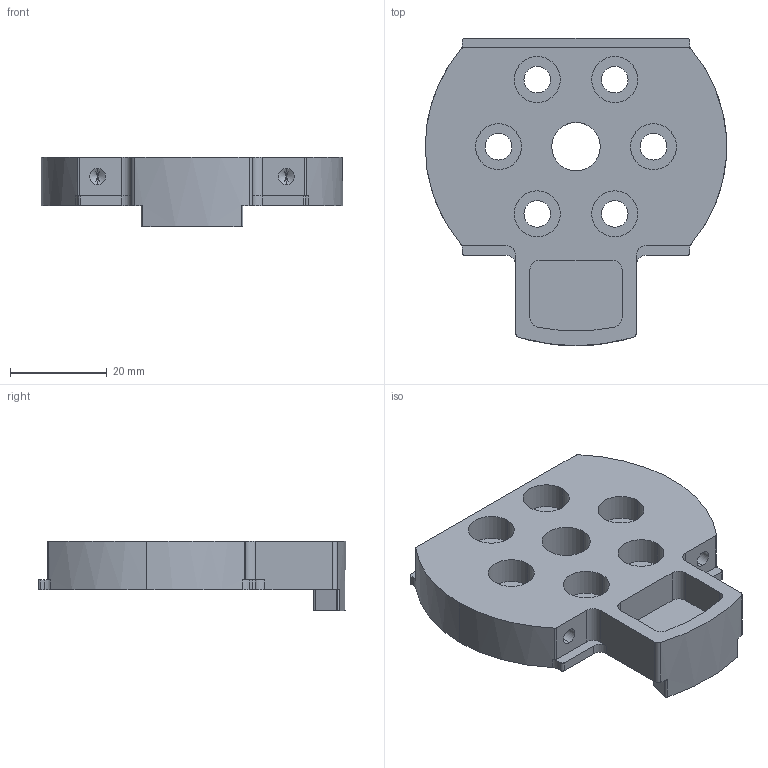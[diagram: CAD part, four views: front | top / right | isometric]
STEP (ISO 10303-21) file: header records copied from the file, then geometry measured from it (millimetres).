
FILE_DESCRIPTION (( 'STEP AP214' ), '1' );
FILE_NAME ('J1_C.STEP', '2025-08-20T01:23:07', ( '' ), ( '' ), 'SwSTEP 2.0', 'SolidWorks 2025', '' );
FILE_SCHEMA (( 'AUTOMOTIVE_DESIGN' ));
Length unit declared in the file: millimetre
Products named in the file (1): J1_C
Bounding box: 62.24 x 63.5 x 14.4 mm (x, y, z)
Volume: 23077.7 mm3; surface area: 10747.5 mm2
Topology: 1 solids, 1 shells, 109 faces, 290 edges, 185 vertices
Faces by surface type: cylinder 69, plane 30, cone 10
Entity records: 3429 total; most frequent: DIRECTION 644, CARTESIAN_POINT 575, ORIENTED_EDGE 560, EDGE_CURVE 280, AXIS2_PLACEMENT_3D 254, VERTEX_POINT 185, CIRCLE 144, VECTOR 136
